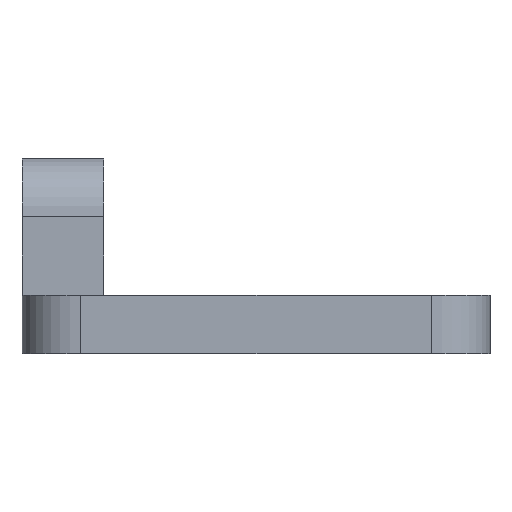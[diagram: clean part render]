
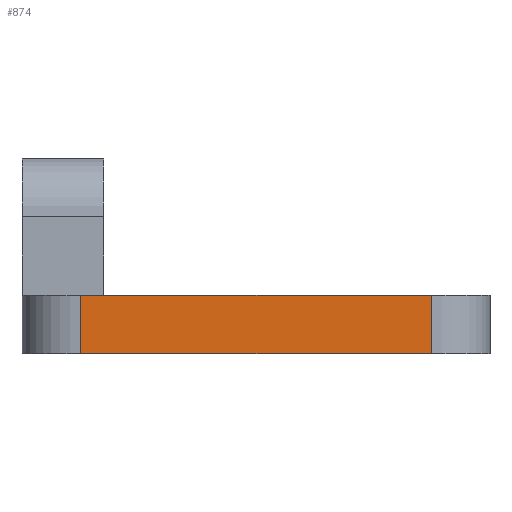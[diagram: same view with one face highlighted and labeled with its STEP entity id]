
A CAD part, left-side view. The second image highlights one B-rep face of the part: STEP entity #874.
In plain terms, the highlighted planar face has unit normal (-1, 0, 0).
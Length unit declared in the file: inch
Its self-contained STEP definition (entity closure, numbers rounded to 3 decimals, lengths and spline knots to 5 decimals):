
#87=FACE_OUTER_BOUND('',#136,.T.);
#136=EDGE_LOOP('',(#624,#625,#626,#627));
#224=LINE('',#1335,#289);
#225=LINE('',#1338,#290);
#226=LINE('',#1340,#291);
#227=LINE('',#1341,#292);
#289=VECTOR('',#1054,0.3937);
#290=VECTOR('',#1057,0.3937);
#291=VECTOR('',#1058,0.3937);
#292=VECTOR('',#1059,0.3937);
#412=VERTEX_POINT('',#1328);
#415=VERTEX_POINT('',#1333);
#416=VERTEX_POINT('',#1337);
#417=VERTEX_POINT('',#1339);
#497=EDGE_CURVE('',#415,#412,#224,.T.);
#498=EDGE_CURVE('',#415,#416,#225,.T.);
#499=EDGE_CURVE('',#417,#416,#226,.T.);
#500=EDGE_CURVE('',#412,#417,#227,.T.);
#624=ORIENTED_EDGE('',*,*,#497,.F.);
#625=ORIENTED_EDGE('',*,*,#498,.T.);
#626=ORIENTED_EDGE('',*,*,#499,.F.);
#627=ORIENTED_EDGE('',*,*,#500,.F.);
#855=PLANE('',#929);
#874=ADVANCED_FACE('',(#87),#855,.T.);
#929=AXIS2_PLACEMENT_3D('',#1336,#1055,#1056);
#1054=DIRECTION('',(0.,0.,-1.));
#1055=DIRECTION('center_axis',(-1.,0.,0.));
#1056=DIRECTION('ref_axis',(0.,1.,0.));
#1057=DIRECTION('',(0.,1.,0.));
#1058=DIRECTION('',(0.,0.,1.));
#1059=DIRECTION('',(0.,1.,0.));
#1328=CARTESIAN_POINT('',(-3.,-0.75,-0.25));
#1333=CARTESIAN_POINT('',(-3.,-0.75,0.));
#1335=CARTESIAN_POINT('',(-3.,-0.75,0.));
#1336=CARTESIAN_POINT('Origin',(-3.,-1.,0.));
#1337=CARTESIAN_POINT('',(-3.,0.75,0.));
#1338=CARTESIAN_POINT('',(-3.,-1.,0.));
#1339=CARTESIAN_POINT('',(-3.,0.75,-0.25));
#1340=CARTESIAN_POINT('',(-3.,0.75,0.));
#1341=CARTESIAN_POINT('',(-3.,-1.,-0.25));
